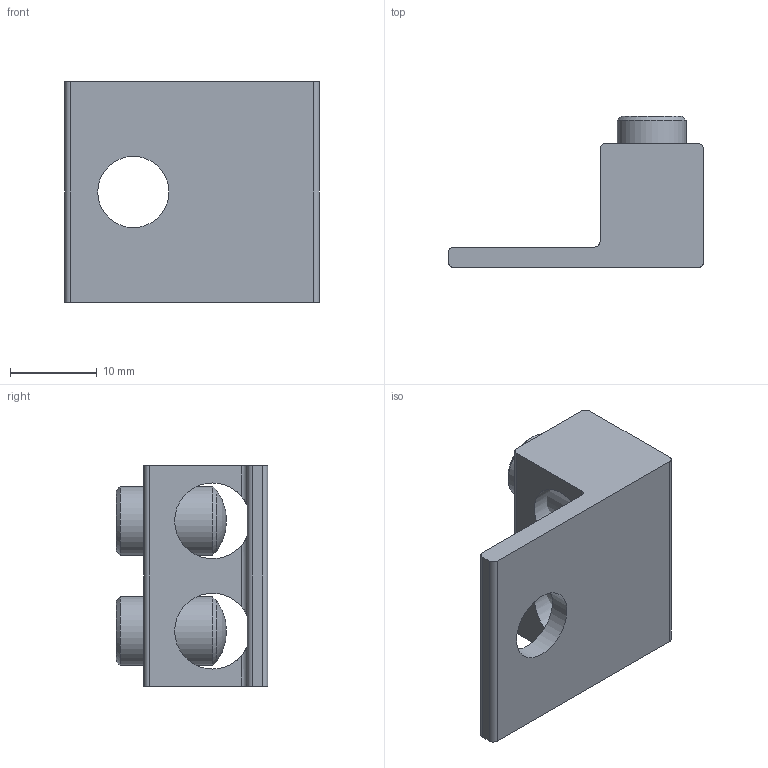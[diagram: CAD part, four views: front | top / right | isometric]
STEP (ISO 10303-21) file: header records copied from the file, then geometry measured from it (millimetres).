
FILE_DESCRIPTION(/* description */ (''),/* implementation_level */ '2;1');
FILE_NAME(/* name */ '2S2-HEX-Assembly.stp',/* time_stamp */ '2016-02-04T10:29:38-05:00',/* author */ ('tsmith'),/* organization */ (''),/* preprocessor_version */ 'ST-DEVELOPER v15.6',/* originating_system */ 'Autodesk Inventor 2015',/* authorisation */ '');
FILE_SCHEMA (('AUTOMOTIVE_DESIGN { 1 0 10303 214 3 1 1 }'));
Length unit declared in the file: inch
Products named in the file (3): 2S2; 12786HEX; 2S2-HEX-Assembly
Assembly tree (3 placements, depth 2):
  2S2-HEX-Assembly
    2S2
    12786HEX  x2
Bounding box: 29.36 x 17.45 x 25.4 mm (x, y, z)
Volume: 4565.8 mm3; surface area: 3839.1 mm2
Topology: 3 solids, 3 shells, 61 faces, 152 edges, 99 vertices
Faces by surface type: plane 26, cylinder 17, cone 16, sphere 2
Full cylindrical faces by diameter (mm): 6.782 x2, 7.925 x2, 8.204 x1, 8.738 x2
Entity records: 1544 total; most frequent: CARTESIAN_POINT 441, DIRECTION 216, ORIENTED_EDGE 192, EDGE_CURVE 96, AXIS2_PLACEMENT_3D 89, EDGE_LOOP 74, VERTEX_POINT 70, FACE_OUTER_BOUND 47
